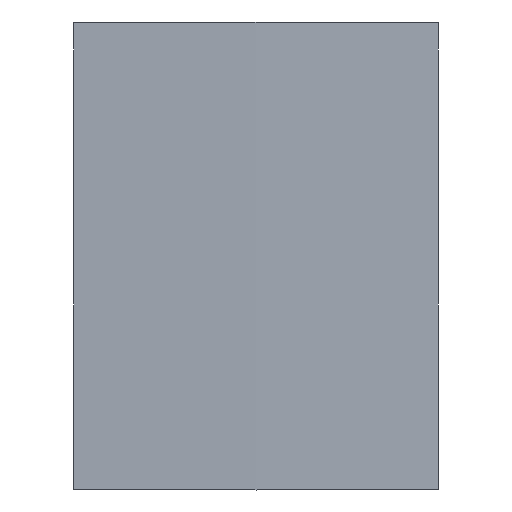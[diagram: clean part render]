
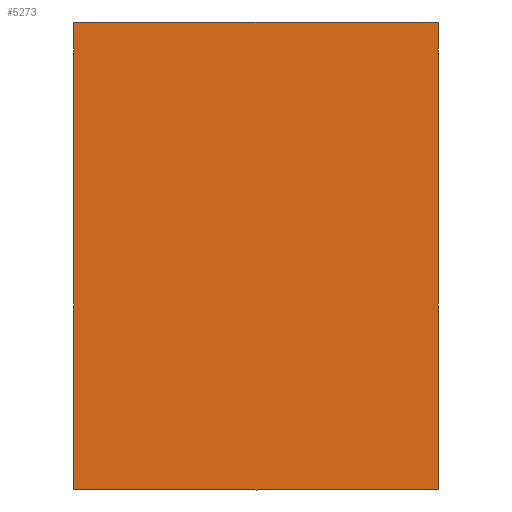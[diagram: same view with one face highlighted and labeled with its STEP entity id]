
A CAD part, top view. The second image highlights one B-rep face of the part: STEP entity #5273.
In plain terms, the highlighted cylindrical face has radius 5314.48 mm (diameter 10629 mm), a partial arc.
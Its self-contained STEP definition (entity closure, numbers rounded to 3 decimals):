
#168=CARTESIAN_POINT('',(293.983,0.502,-2.101));
#170=DIRECTION('',(0.,1.,0.));
#171=VECTOR('',#170,126.711);
#172=CARTESIAN_POINT('',(293.983,0.502,-2.101));
#173=LINE('',#172,#171);
#435=DIRECTION('',(0.,1.,0.));
#436=VECTOR('',#435,9.);
#437=CARTESIAN_POINT('',(0.,127.213,-2.101));
#438=LINE('',#437,#436);
#439=DIRECTION('',(0.,1.,0.));
#440=VECTOR('',#439,9.);
#441=CARTESIAN_POINT('',(0.,234.813,-2.101));
#442=LINE('',#441,#440);
#443=DIRECTION('',(0.,1.,0.));
#444=VECTOR('',#443,9.);
#445=CARTESIAN_POINT('',(0.,342.413,-2.101));
#446=LINE('',#445,#444);
#447=CARTESIAN_POINT('',(0.,376.833,
-2.101));
#448=CARTESIAN_POINT('',(32.74,377.012,-1.195));
#449=CARTESIAN_POINT('',(98.176,377.279,0.008));
#450=CARTESIAN_POINT('',(195.807,377.279,0.008));
#451=CARTESIAN_POINT('',(261.243,377.012,-1.195));
#452=CARTESIAN_POINT('',(293.983,376.832,-2.101));
#454=DIRECTION('',(0.,-1.,0.));
#455=VECTOR('',#454,25.42);
#456=CARTESIAN_POINT('',(293.983,376.832,-2.101));
#457=LINE('',#456,#455);
#458=DIRECTION('',(0.,-1.,0.));
#459=VECTOR('',#458,9.);
#460=CARTESIAN_POINT('',(293.983,351.413,-2.101));
#461=LINE('',#460,#459);
#462=DIRECTION('',(0.,-1.,0.));
#463=VECTOR('',#462,98.6);
#464=CARTESIAN_POINT('',(293.983,342.413,-2.101));
#465=LINE('',#464,#463);
#466=DIRECTION('',(0.,-1.,0.));
#467=VECTOR('',#466,9.);
#468=CARTESIAN_POINT('',(293.983,243.813,-2.101));
#469=LINE('',#468,#467);
#470=DIRECTION('',(0.,-1.,0.));
#471=VECTOR('',#470,98.6);
#472=CARTESIAN_POINT('',(293.983,234.813,-2.101));
#473=LINE('',#472,#471);
#474=DIRECTION('',(0.,-1.,0.));
#475=VECTOR('',#474,9.);
#476=CARTESIAN_POINT('',(293.983,136.213,-2.101));
#477=LINE('',#476,#475);
#478=CARTESIAN_POINT('',(293.983,0.502,-2.101));
#479=CARTESIAN_POINT('',(261.221,0.299,-1.194));
#480=CARTESIAN_POINT('',(195.756,-0.002,
0.008));
#481=CARTESIAN_POINT('',(98.227,-0.002,
0.008));
#482=CARTESIAN_POINT('',(32.762,0.299,-1.194));
#483=CARTESIAN_POINT('',(0.,0.502,
-2.101));
#492=DIRECTION('',(0.,-1.,0.));
#493=VECTOR('',#492,25.42);
#494=CARTESIAN_POINT('',(0.,376.833,
-2.101));
#495=LINE('',#494,#493);
#522=DIRECTION('',(0.,-1.,0.));
#523=VECTOR('',#522,126.711);
#524=CARTESIAN_POINT('',(0.,127.213,-2.101));
#525=LINE('',#524,#523);
#526=CARTESIAN_POINT('',(0.,0.502,
-2.101));
#1858=DIRECTION('',(0.,-1.,0.));
#1859=VECTOR('',#1858,98.6);
#1860=CARTESIAN_POINT('',(0.,234.813,
-2.101));
#1861=LINE('',#1860,#1859);
#2151=DIRECTION('',(0.,-1.,0.));
#2152=VECTOR('',#2151,98.6);
#2153=CARTESIAN_POINT('',(0.,342.413,
-2.101));
#2154=LINE('',#2153,#2152);
#3987=VERTEX_POINT('',#168);
#4008=VERTEX_POINT('',#526);
#4045=CARTESIAN_POINT('',(0.,127.213,
-2.101));
#4046=VERTEX_POINT('',#4045);
#4059=CARTESIAN_POINT('',(293.983,127.213,-2.101));
#4061=VERTEX_POINT('',#4059);
#4235=CARTESIAN_POINT('',(293.983,136.213,-2.101));
#4236=VERTEX_POINT('',#4235);
#4241=VERTEX_POINT('',#447);
#4242=VERTEX_POINT('',#452);
#4243=CARTESIAN_POINT('',(293.983,351.413,-2.101));
#4244=VERTEX_POINT('',#4243);
#4245=CARTESIAN_POINT('',(293.983,342.413,-2.101));
#4246=VERTEX_POINT('',#4245);
#4247=CARTESIAN_POINT('',(293.983,243.813,-2.101));
#4248=VERTEX_POINT('',#4247);
#4249=CARTESIAN_POINT('',(293.983,234.813,-2.101));
#4250=VERTEX_POINT('',#4249);
#4251=CARTESIAN_POINT('',(0.,136.213,
-2.101));
#4252=VERTEX_POINT('',#4251);
#4253=CARTESIAN_POINT('',(0.,234.813,
-2.101));
#4254=VERTEX_POINT('',#4253);
#4255=CARTESIAN_POINT('',(0.,243.813,
-2.101));
#4256=VERTEX_POINT('',#4255);
#4257=CARTESIAN_POINT('',(0.,342.413,
-2.101));
#4258=VERTEX_POINT('',#4257);
#4259=CARTESIAN_POINT('',(0.,351.413,
-2.101));
#4260=VERTEX_POINT('',#4259);
#5239=CARTESIAN_POINT('',(146.992,-1.237,
-5314.543));
#5240=DIRECTION('',(0.,1.,0.));
#5241=DIRECTION('',(1.,0.,0.));
#5242=AXIS2_PLACEMENT_3D('',#5239,#5240,#5241);
#5243=CYLINDRICAL_SURFACE('',#5242,5314.475);
#5245=ORIENTED_EDGE('',*,*,#5244,.F.);
#5247=ORIENTED_EDGE('',*,*,#5246,.T.);
#5249=ORIENTED_EDGE('',*,*,#5248,.F.);
#5251=ORIENTED_EDGE('',*,*,#5250,.T.);
#5253=ORIENTED_EDGE('',*,*,#5252,.F.);
#5255=ORIENTED_EDGE('',*,*,#5254,.T.);
#5257=ORIENTED_EDGE('',*,*,#5256,.F.);
#5259=ORIENTED_EDGE('',*,*,#5258,.T.);
#5260=ORIENTED_EDGE('',*,*,#4810,.T.);
#5261=ORIENTED_EDGE('',*,*,#4872,.T.);
#5262=ORIENTED_EDGE('',*,*,#4901,.T.);
#5264=ORIENTED_EDGE('',*,*,#5263,.T.);
#5266=ORIENTED_EDGE('',*,*,#5265,.T.);
#5267=ORIENTED_EDGE('',*,*,#5232,.T.);
#5268=ORIENTED_EDGE('',*,*,#4818,.F.);
#5270=ORIENTED_EDGE('',*,*,#5269,.T.);
#5271=EDGE_LOOP('',(#5245,#5247,#5249,#5251,#5253,#5255,#5257,#5259,#5260,#5261,
#5262,#5264,#5266,#5267,#5268,#5270));
#5272=FACE_OUTER_BOUND('',#5271,.F.);
#5273=ADVANCED_FACE('',(#5272),#5243,.T.);
#453=B_SPLINE_CURVE_WITH_KNOTS('',3,(#447,#448,#449,#450,#451,#452),
.UNSPECIFIED.,.F.,.F.,(4,1,1,4),(0.,0.333,0.667,1.),
.UNSPECIFIED.);
#484=B_SPLINE_CURVE_WITH_KNOTS('',3,(#478,#479,#480,#481,#482,#483),
.UNSPECIFIED.,.F.,.F.,(4,1,1,4),(0.,0.333,0.667,1.),
.UNSPECIFIED.);
#4810=EDGE_CURVE('',#4242,#4244,#457,.T.);
#4818=EDGE_CURVE('',#3987,#4061,#173,.T.);
#4872=EDGE_CURVE('',#4244,#4246,#461,.T.);
#4901=EDGE_CURVE('',#4246,#4248,#465,.T.);
#5232=EDGE_CURVE('',#4236,#4061,#477,.T.);
#5244=EDGE_CURVE('',#4046,#4008,#525,.T.);
#5246=EDGE_CURVE('',#4046,#4252,#438,.T.);
#5248=EDGE_CURVE('',#4254,#4252,#1861,.T.);
#5250=EDGE_CURVE('',#4254,#4256,#442,.T.);
#5252=EDGE_CURVE('',#4258,#4256,#2154,.T.);
#5254=EDGE_CURVE('',#4258,#4260,#446,.T.);
#5256=EDGE_CURVE('',#4241,#4260,#495,.T.);
#5258=EDGE_CURVE('',#4241,#4242,#453,.T.);
#5263=EDGE_CURVE('',#4248,#4250,#469,.T.);
#5265=EDGE_CURVE('',#4250,#4236,#473,.T.);
#5269=EDGE_CURVE('',#3987,#4008,#484,.T.);
